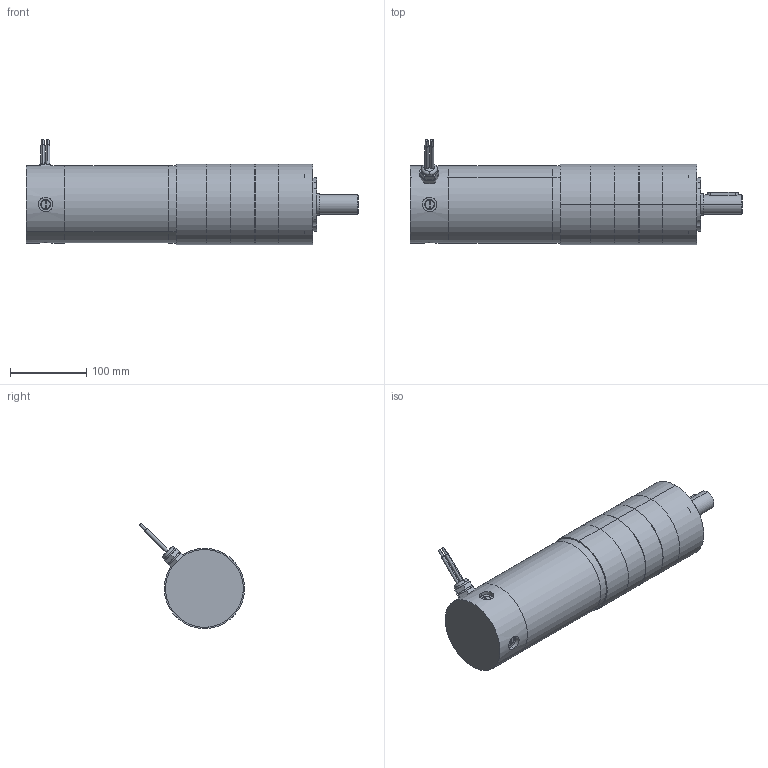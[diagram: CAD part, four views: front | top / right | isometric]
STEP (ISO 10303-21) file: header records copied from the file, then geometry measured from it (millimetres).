
FILE_DESCRIPTION (( 'STEP AP203' ), '1' );
FILE_NAME ('S40-775HKE-NRS_GP105-L3.step', '2025-06-24T20:02:07', ( '' ), ( '' ), 'SwSTEP 2.0', 'SolidWorks 2017', '' );
FILE_SCHEMA (( 'CONFIG_CONTROL_DESIGN' ));
Length unit declared in the file: millimetre
Products named in the file (1): S40-775HKE-NRS_GP105-L3
Bounding box: 434.62 x 137.62 x 137.62 mm (x, y, z)
Volume: 3187603.2 mm3; surface area: 259176.2 mm2
Topology: 17 solids, 17 shells, 419 faces, 913 edges, 573 vertices
Faces by surface type: plane 185, cylinder 169, cone 63, torus 2
Entity records: 11919 total; most frequent: CARTESIAN_POINT 2408, DIRECTION 2112, ORIENTED_EDGE 1790, EDGE_CURVE 895, AXIS2_PLACEMENT_3D 813, VERTEX_POINT 573, EDGE_LOOP 498, VECTOR 486
